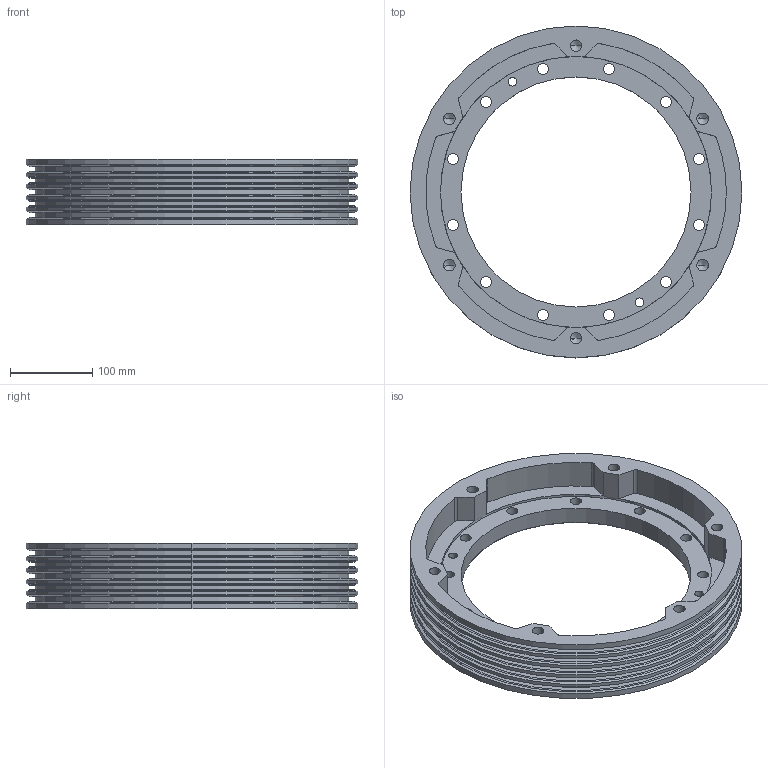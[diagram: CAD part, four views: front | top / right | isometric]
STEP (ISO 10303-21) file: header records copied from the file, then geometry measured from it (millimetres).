
FILE_DESCRIPTION (( 'STEP AP203' ), '1' );
FILE_NAME ('kvshll5.STEP', '2022-11-02T11:38:09', ( '' ), ( '' ), '', '', '' );
FILE_SCHEMA (( 'CONFIG_CONTROL_DESIGN' ));
Length unit declared in the file: millimetre
Products named in the file (1): kvshll5
Bounding box: 404 x 404 x 80 mm (x, y, z)
Volume: 2481852.5 mm3; surface area: 449452.5 mm2
Topology: 1 solids, 1 shells, 177 faces, 433 edges, 264 vertices
Faces by surface type: cylinder 87, cone 36, plane 32, torus 22
Entity records: 5328 total; most frequent: DIRECTION 1033, CARTESIAN_POINT 863, ORIENTED_EDGE 842, AXIS2_PLACEMENT_3D 434, EDGE_CURVE 421, VERTEX_POINT 264, CIRCLE 256, EDGE_LOOP 225
